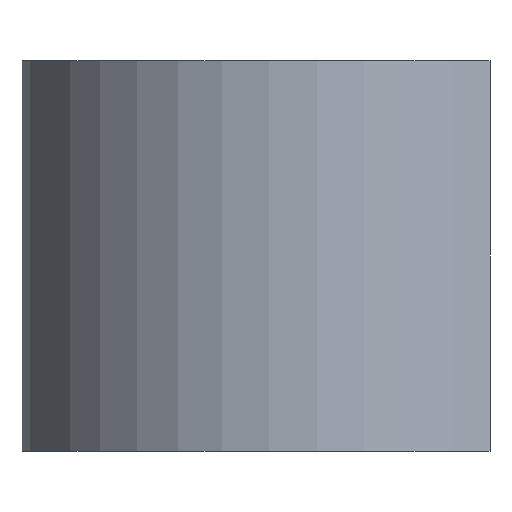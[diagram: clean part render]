
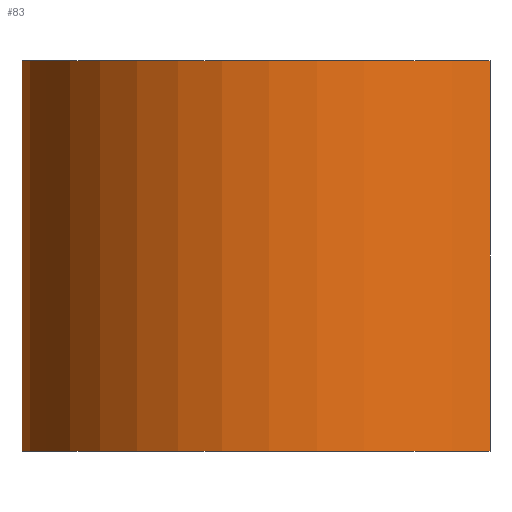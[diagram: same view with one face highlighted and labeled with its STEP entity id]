
A CAD part, front view. The second image highlights one B-rep face of the part: STEP entity #83.
In plain terms, the highlighted cylindrical face has radius 5 mm (diameter 10 mm), a partial arc.
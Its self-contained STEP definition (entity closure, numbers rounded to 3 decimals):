
#15=CYLINDRICAL_SURFACE('',#92,5.);
#21=FACE_OUTER_BOUND('',#27,.T.);
#27=EDGE_LOOP('',(#67,#68,#69,#70));
#31=CIRCLE('',#89,5.);
#33=CIRCLE('',#93,5.);
#36=LINE('',#132,#41);
#37=LINE('',#134,#42);
#41=VECTOR('',#108,10.);
#42=VECTOR('',#109,10.);
#45=VERTEX_POINT('',#124);
#46=VERTEX_POINT('',#125);
#48=VERTEX_POINT('',#131);
#49=VERTEX_POINT('',#133);
#52=EDGE_CURVE('',#46,#45,#31,.T.);
#54=EDGE_CURVE('',#46,#48,#36,.T.);
#55=EDGE_CURVE('',#49,#45,#37,.T.);
#57=EDGE_CURVE('',#49,#48,#33,.T.);
#67=ORIENTED_EDGE('',*,*,#55,.T.);
#68=ORIENTED_EDGE('',*,*,#52,.F.);
#69=ORIENTED_EDGE('',*,*,#54,.T.);
#70=ORIENTED_EDGE('',*,*,#57,.F.);
#83=ADVANCED_FACE('',(#21),#15,.T.);
#89=AXIS2_PLACEMENT_3D('',#127,#102,#103);
#92=AXIS2_PLACEMENT_3D('',#136,#111,#112);
#93=AXIS2_PLACEMENT_3D('',#137,#113,#114);
#102=DIRECTION('center_axis',(0.,0.,1.));
#103=DIRECTION('ref_axis',(1.,0.,0.));
#108=DIRECTION('',(0.,0.,-1.));
#109=DIRECTION('',(0.,0.,1.));
#111=DIRECTION('center_axis',(0.,0.,-1.));
#112=DIRECTION('ref_axis',(-1.,0.,0.));
#113=DIRECTION('center_axis',(0.,0.,-1.));
#114=DIRECTION('ref_axis',(1.,0.,0.));
#124=CARTESIAN_POINT('',(-28.387,31.208,5.6));
#125=CARTESIAN_POINT('',(-28.387,38.54,5.6));
#127=CARTESIAN_POINT('Origin',(-31.787,34.874,5.6));
#131=CARTESIAN_POINT('',(-28.387,38.54,-1.4));
#132=CARTESIAN_POINT('',(-28.387,38.54,1.6));
#133=CARTESIAN_POINT('',(-28.387,31.208,-1.4));
#134=CARTESIAN_POINT('',(-28.387,31.208,1.6));
#136=CARTESIAN_POINT('Origin',(-31.787,34.874,1.6));
#137=CARTESIAN_POINT('Origin',(-31.787,34.874,-1.4));
